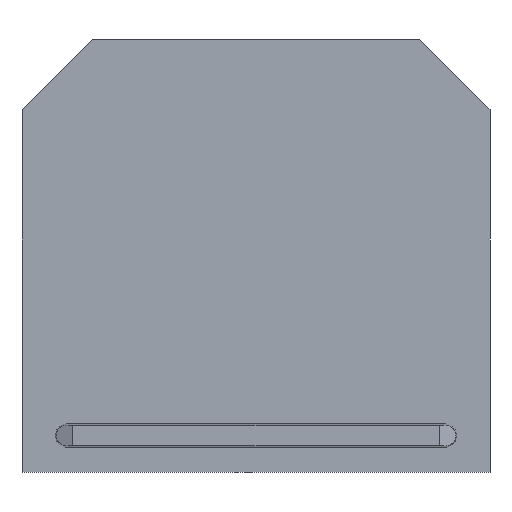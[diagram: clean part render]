
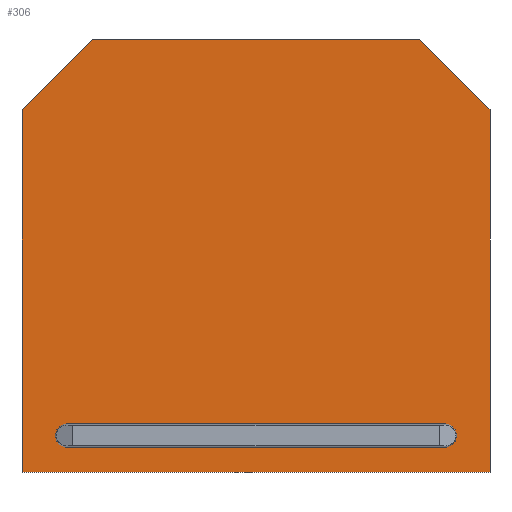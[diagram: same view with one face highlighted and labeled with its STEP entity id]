
A CAD part, left-side view. The second image highlights one B-rep face of the part: STEP entity #306.
In plain terms, the highlighted planar face has unit normal (-1, 0, 0).
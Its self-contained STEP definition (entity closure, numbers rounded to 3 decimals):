
#230=AXIS2_PLACEMENT_3D('Circle Axis2P3D',#228,#229,$) ;
#243=AXIS2_PLACEMENT_3D('Plane Axis2P3D',#240,#241,#242) ;
#297=AXIS2_PLACEMENT_3D('Circle Axis2P3D',#295,#296,$) ;
#130=CARTESIAN_POINT('Vertex',(1.5,36.15,2.15)) ;
#133=CARTESIAN_POINT('Line Origine',(1.5,20.,2.15)) ;
#137=CARTESIAN_POINT('Vertex',(1.5,3.85,2.15)) ;
#199=CARTESIAN_POINT('Vertex',(1.5,3.85,4.15)) ;
#202=CARTESIAN_POINT('Line Origine',(1.5,20.,4.15)) ;
#206=CARTESIAN_POINT('Vertex',(1.5,36.15,4.15)) ;
#228=CARTESIAN_POINT('Axis2P3D Location',(1.5,3.85,3.15)) ;
#240=CARTESIAN_POINT('Axis2P3D Location',(1.5,20.,0.)) ;
#245=CARTESIAN_POINT('Line Origine',(1.5,37.,34.)) ;
#249=CARTESIAN_POINT('Vertex',(1.5,34.,37.)) ;
#251=CARTESIAN_POINT('Vertex',(1.5,40.,31.)) ;
#254=CARTESIAN_POINT('Line Origine',(1.5,40.,15.5)) ;
#258=CARTESIAN_POINT('Vertex',(1.5,40.,0.)) ;
#261=CARTESIAN_POINT('Line Origine',(1.5,20.,0.)) ;
#265=CARTESIAN_POINT('Vertex',(1.5,0.,0.)) ;
#268=CARTESIAN_POINT('Line Origine',(1.5,0.,15.5)) ;
#272=CARTESIAN_POINT('Vertex',(1.5,0.,31.)) ;
#275=CARTESIAN_POINT('Line Origine',(1.5,3.,34.)) ;
#279=CARTESIAN_POINT('Vertex',(1.5,6.,37.)) ;
#282=CARTESIAN_POINT('Line Origine',(1.5,20.,37.)) ;
#295=CARTESIAN_POINT('Axis2P3D Location',(1.5,36.15,3.15)) ;
#134=DIRECTION('Vector Direction',(0.,-1.,0.)) ;
#203=DIRECTION('Vector Direction',(0.,1.,0.)) ;
#229=DIRECTION('Axis2P3D Direction',(-1.,0.,0.)) ;
#241=DIRECTION('Axis2P3D Direction',(-1.,0.,0.)) ;
#242=DIRECTION('Axis2P3D XDirection',(0.,-1.,0.)) ;
#246=DIRECTION('Vector Direction',(0.,0.707,-0.707)) ;
#255=DIRECTION('Vector Direction',(0.,0.,-1.)) ;
#262=DIRECTION('Vector Direction',(0.,-1.,0.)) ;
#269=DIRECTION('Vector Direction',(0.,0.,1.)) ;
#276=DIRECTION('Vector Direction',(0.,0.707,0.707)) ;
#283=DIRECTION('Vector Direction',(0.,1.,0.)) ;
#296=DIRECTION('Axis2P3D Direction',(-1.,0.,0.)) ;
#135=VECTOR('Line Direction',#134,1.) ;
#204=VECTOR('Line Direction',#203,1.) ;
#247=VECTOR('Line Direction',#246,1.) ;
#256=VECTOR('Line Direction',#255,1.) ;
#263=VECTOR('Line Direction',#262,1.) ;
#270=VECTOR('Line Direction',#269,1.) ;
#277=VECTOR('Line Direction',#276,1.) ;
#284=VECTOR('Line Direction',#283,1.) ;
#288=ORIENTED_EDGE('',*,*,#253,.T.) ;
#289=ORIENTED_EDGE('',*,*,#260,.T.) ;
#290=ORIENTED_EDGE('',*,*,#267,.T.) ;
#291=ORIENTED_EDGE('',*,*,#274,.T.) ;
#292=ORIENTED_EDGE('',*,*,#281,.T.) ;
#293=ORIENTED_EDGE('',*,*,#286,.T.) ;
#301=ORIENTED_EDGE('',*,*,#299,.F.) ;
#302=ORIENTED_EDGE('',*,*,#208,.F.) ;
#303=ORIENTED_EDGE('',*,*,#232,.F.) ;
#304=ORIENTED_EDGE('',*,*,#139,.F.) ;
#305=FACE_BOUND('',#300,.T.) ;
#306=ADVANCED_FACE('Hauptk\X2\00F6\X0\rper',(#294,#305),#244,.T.) ;
#231=CIRCLE('generated circle',#230,1.) ;
#298=CIRCLE('generated circle',#297,1.) ;
#139=EDGE_CURVE('',#131,#138,#136,.T.) ;
#208=EDGE_CURVE('',#200,#207,#205,.T.) ;
#232=EDGE_CURVE('',#138,#200,#231,.T.) ;
#253=EDGE_CURVE('',#250,#252,#248,.T.) ;
#260=EDGE_CURVE('',#252,#259,#257,.T.) ;
#267=EDGE_CURVE('',#259,#266,#264,.T.) ;
#274=EDGE_CURVE('',#266,#273,#271,.T.) ;
#281=EDGE_CURVE('',#273,#280,#278,.T.) ;
#286=EDGE_CURVE('',#280,#250,#285,.T.) ;
#299=EDGE_CURVE('',#207,#131,#298,.T.) ;
#287=EDGE_LOOP('',(#288,#289,#290,#291,#292,#293)) ;
#300=EDGE_LOOP('',(#301,#302,#303,#304)) ;
#294=FACE_OUTER_BOUND('',#287,.T.) ;
#136=LINE('Line',#133,#135) ;
#205=LINE('Line',#202,#204) ;
#248=LINE('Line',#245,#247) ;
#257=LINE('Line',#254,#256) ;
#264=LINE('Line',#261,#263) ;
#271=LINE('Line',#268,#270) ;
#278=LINE('Line',#275,#277) ;
#285=LINE('Line',#282,#284) ;
#244=PLANE('',#243) ;
#131=VERTEX_POINT('',#130) ;
#138=VERTEX_POINT('',#137) ;
#200=VERTEX_POINT('',#199) ;
#207=VERTEX_POINT('',#206) ;
#250=VERTEX_POINT('',#249) ;
#252=VERTEX_POINT('',#251) ;
#259=VERTEX_POINT('',#258) ;
#266=VERTEX_POINT('',#265) ;
#273=VERTEX_POINT('',#272) ;
#280=VERTEX_POINT('',#279) ;
